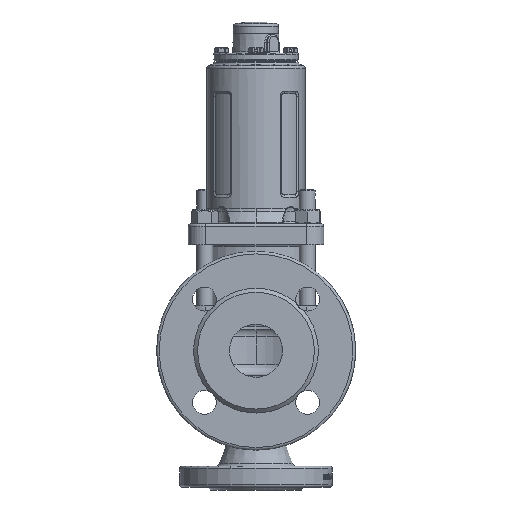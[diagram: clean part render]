
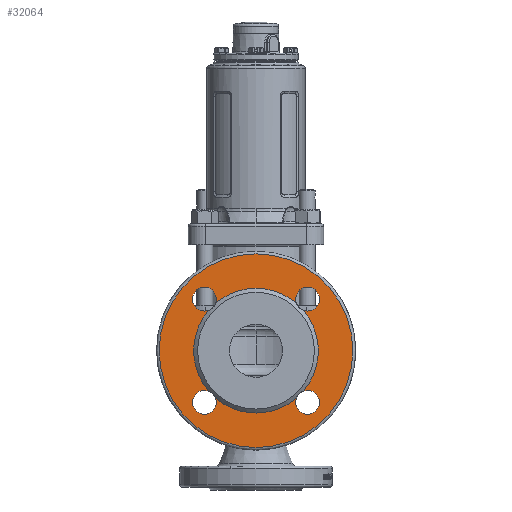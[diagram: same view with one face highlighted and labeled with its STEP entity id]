
A CAD part, left-side view. The second image highlights one B-rep face of the part: STEP entity #32064.
In plain terms, the highlighted planar face has unit normal (-1, 0, 0).
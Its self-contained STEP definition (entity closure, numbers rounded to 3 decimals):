
#22298=CARTESIAN_POINT('',(-97.,38.891,29.891));
#22299=VERTEX_POINT('',#22298);
#22308=CARTESIAN_POINT('',(-97.,35.818,30.432));
#22309=VERTEX_POINT('',#22308);
#22310=CARTESIAN_POINT('',(-97.,38.891,38.891));
#22311=DIRECTION('',(1.,0.,0.));
#22312=DIRECTION('',(0.,-0.,-1.));
#22313=AXIS2_PLACEMENT_3D('',#22310,#22311,#22312);
#22314=CIRCLE('',#22313,9.);
#22315=EDGE_CURVE('NONE',#22309,#22299,#22314,.T.);
#22317=CARTESIAN_POINT('',(-97.,30.432,35.818));
#22318=VERTEX_POINT('',#22317);
#22347=CARTESIAN_POINT('',(-97.,38.891,47.891));
#22348=VERTEX_POINT('',#22347);
#22349=CARTESIAN_POINT('',(-97.,38.891,38.891));
#22350=DIRECTION('',(1.,0.,0.));
#22351=DIRECTION('',(0.,-0.,-1.));
#22352=AXIS2_PLACEMENT_3D('',#22349,#22350,#22351);
#22353=CIRCLE('',#22352,9.);
#22354=EDGE_CURVE('NONE',#22348,#22318,#22353,.T.);
#22356=CARTESIAN_POINT('',(-97.,38.891,38.891));
#22357=DIRECTION('',(1.,0.,0.));
#22358=DIRECTION('',(0.,-0.,-1.));
#22359=AXIS2_PLACEMENT_3D('',#22356,#22357,#22358);
#22360=CIRCLE('',#22359,9.);
#22361=EDGE_CURVE('NONE',#22299,#22348,#22360,.T.);
#22388=CARTESIAN_POINT('',(-97.,38.891,-47.891));
#22389=VERTEX_POINT('',#22388);
#22398=CARTESIAN_POINT('',(-97.,30.432,-35.818));
#22399=VERTEX_POINT('',#22398);
#22400=CARTESIAN_POINT('',(-97.,38.891,-38.891));
#22401=DIRECTION('',(1.,0.,0.));
#22402=DIRECTION('',(0.,-0.,-1.));
#22403=AXIS2_PLACEMENT_3D('',#22400,#22401,#22402);
#22404=CIRCLE('',#22403,9.);
#22405=EDGE_CURVE('NONE',#22399,#22389,#22404,.T.);
#22407=CARTESIAN_POINT('',(-97.,35.818,-30.432));
#22408=VERTEX_POINT('',#22407);
#22437=CARTESIAN_POINT('',(-97.,38.891,-29.891));
#22438=VERTEX_POINT('',#22437);
#22439=CARTESIAN_POINT('',(-97.,38.891,-38.891));
#22440=DIRECTION('',(1.,0.,0.));
#22441=DIRECTION('',(0.,-0.,-1.));
#22442=AXIS2_PLACEMENT_3D('',#22439,#22440,#22441);
#22443=CIRCLE('',#22442,9.);
#22444=EDGE_CURVE('NONE',#22438,#22408,#22443,.T.);
#22446=CARTESIAN_POINT('',(-97.,38.891,-38.891));
#22447=DIRECTION('',(1.,0.,0.));
#22448=DIRECTION('',(0.,-0.,-1.));
#22449=AXIS2_PLACEMENT_3D('',#22446,#22447,#22448);
#22450=CIRCLE('',#22449,9.);
#22451=EDGE_CURVE('NONE',#22389,#22438,#22450,.T.);
#22478=CARTESIAN_POINT('',(-97.,-38.891,-47.891));
#22479=VERTEX_POINT('',#22478);
#22488=CARTESIAN_POINT('',(-97.,-38.891,-29.891));
#22489=VERTEX_POINT('',#22488);
#22490=CARTESIAN_POINT('',(-97.,-38.891,-38.891));
#22491=DIRECTION('',(1.,0.,0.));
#22492=DIRECTION('',(0.,-0.,-1.));
#22493=AXIS2_PLACEMENT_3D('',#22490,#22491,#22492);
#22494=CIRCLE('',#22493,9.);
#22495=EDGE_CURVE('NONE',#22489,#22479,#22494,.T.);
#22497=CARTESIAN_POINT('',(-97.,-35.818,-30.432));
#22498=VERTEX_POINT('',#22497);
#22499=CARTESIAN_POINT('',(-97.,-38.891,-38.891));
#22500=DIRECTION('',(1.,0.,0.));
#22501=DIRECTION('',(0.,-0.,-1.));
#22502=AXIS2_PLACEMENT_3D('',#22499,#22500,#22501);
#22503=CIRCLE('',#22502,9.);
#22504=EDGE_CURVE('NONE',#22498,#22489,#22503,.T.);
#22506=CARTESIAN_POINT('',(-97.,-30.432,-35.818));
#22507=VERTEX_POINT('',#22506);
#22536=CARTESIAN_POINT('',(-97.,-38.891,-38.891));
#22537=DIRECTION('',(1.,0.,0.));
#22538=DIRECTION('',(0.,-0.,-1.));
#22539=AXIS2_PLACEMENT_3D('',#22536,#22537,#22538);
#22540=CIRCLE('',#22539,9.);
#22541=EDGE_CURVE('NONE',#22479,#22507,#22540,.T.);
#22568=CARTESIAN_POINT('',(-97.,-47.891,38.891));
#22569=VERTEX_POINT('',#22568);
#22578=CARTESIAN_POINT('',(-97.,-29.891,38.891));
#22579=VERTEX_POINT('',#22578);
#22580=CARTESIAN_POINT('',(-97.,-38.891,38.891));
#22581=DIRECTION('',(1.,-0.,-0.));
#22582=DIRECTION('',(0.,-1.,0.));
#22583=AXIS2_PLACEMENT_3D('',#22580,#22581,#22582);
#22584=CIRCLE('',#22583,9.);
#22585=EDGE_CURVE('NONE',#22579,#22569,#22584,.T.);
#22587=CARTESIAN_POINT('',(-97.,-30.432,35.818));
#22588=VERTEX_POINT('',#22587);
#22589=CARTESIAN_POINT('',(-97.,-38.891,38.891));
#22590=DIRECTION('',(1.,-0.,-0.));
#22591=DIRECTION('',(0.,-1.,0.));
#22592=AXIS2_PLACEMENT_3D('',#22589,#22590,#22591);
#22593=CIRCLE('',#22592,9.);
#22594=EDGE_CURVE('NONE',#22588,#22579,#22593,.T.);
#22596=CARTESIAN_POINT('',(-97.,-35.818,30.432));
#22597=VERTEX_POINT('',#22596);
#22626=CARTESIAN_POINT('',(-97.,-38.891,38.891));
#22627=DIRECTION('',(1.,-0.,-0.));
#22628=DIRECTION('',(0.,-1.,0.));
#22629=AXIS2_PLACEMENT_3D('',#22626,#22627,#22628);
#22630=CIRCLE('',#22629,9.);
#22631=EDGE_CURVE('NONE',#22569,#22597,#22630,.T.);
#23505=CARTESIAN_POINT('',(-97.,0.,73.));
#23506=VERTEX_POINT('',#23505);
#23514=CARTESIAN_POINT('',(-97.,-0.,-73.));
#23515=VERTEX_POINT('',#23514);
#23516=CARTESIAN_POINT('',(-97.,0.,-0.));
#23517=DIRECTION('',(-1.,-0.,-0.));
#23518=DIRECTION('',(-0.,0.,1.));
#23519=AXIS2_PLACEMENT_3D('',#23516,#23517,#23518);
#23520=CIRCLE('',#23519,73.);
#23521=EDGE_CURVE('NONE',#23515,#23506,#23520,.T.);
#23523=CARTESIAN_POINT('',(-97.,0.,-0.));
#23524=DIRECTION('',(-1.,-0.,-0.));
#23525=DIRECTION('',(-0.,0.,1.));
#23526=AXIS2_PLACEMENT_3D('',#23523,#23524,#23525);
#23527=CIRCLE('',#23526,73.);
#23528=EDGE_CURVE('NONE',#23506,#23515,#23527,.T.);
#24588=CARTESIAN_POINT('',(-97.,0.,47.));
#24589=VERTEX_POINT('',#24588);
#24615=CARTESIAN_POINT('',(-97.,0.,-0.));
#24616=DIRECTION('',(1.,0.,0.));
#24617=DIRECTION('',(-0.,0.,1.));
#24618=AXIS2_PLACEMENT_3D('',#24615,#24616,#24617);
#24619=CIRCLE('',#24618,47.);
#24620=EDGE_CURVE('NONE',#22318,#24589,#24619,.T.);
#24623=CARTESIAN_POINT('',(-97.,0.,-0.));
#24624=DIRECTION('',(1.,0.,0.));
#24625=DIRECTION('',(-0.,0.,1.));
#24626=AXIS2_PLACEMENT_3D('',#24623,#24624,#24625);
#24627=CIRCLE('',#24626,47.);
#24628=EDGE_CURVE('NONE',#22408,#22309,#24627,.T.);
#24631=CARTESIAN_POINT('',(-97.,-0.,-47.));
#24632=VERTEX_POINT('',#24631);
#24633=CARTESIAN_POINT('',(-97.,0.,-0.));
#24634=DIRECTION('',(1.,0.,0.));
#24635=DIRECTION('',(-0.,0.,1.));
#24636=AXIS2_PLACEMENT_3D('',#24633,#24634,#24635);
#24637=CIRCLE('',#24636,47.);
#24638=EDGE_CURVE('NONE',#24632,#22399,#24637,.T.);
#24640=CARTESIAN_POINT('',(-97.,0.,-0.));
#24641=DIRECTION('',(1.,0.,0.));
#24642=DIRECTION('',(-0.,0.,1.));
#24643=AXIS2_PLACEMENT_3D('',#24640,#24641,#24642);
#24644=CIRCLE('',#24643,47.);
#24645=EDGE_CURVE('NONE',#22507,#24632,#24644,.T.);
#24648=CARTESIAN_POINT('',(-97.,0.,-0.));
#24649=DIRECTION('',(1.,0.,0.));
#24650=DIRECTION('',(-0.,0.,1.));
#24651=AXIS2_PLACEMENT_3D('',#24648,#24649,#24650);
#24652=CIRCLE('',#24651,47.);
#24653=EDGE_CURVE('NONE',#22597,#22498,#24652,.T.);
#24656=CARTESIAN_POINT('',(-97.,0.,-0.));
#24657=DIRECTION('',(1.,0.,0.));
#24658=DIRECTION('',(-0.,0.,1.));
#24659=AXIS2_PLACEMENT_3D('',#24656,#24657,#24658);
#24660=CIRCLE('',#24659,47.);
#24661=EDGE_CURVE('NONE',#24589,#22588,#24660,.T.);
#32035=CARTESIAN_POINT('',(-97.,-0.,-0.));
#32036=DIRECTION('',(1.,0.,0.));
#32037=DIRECTION('',(-0.,0.,1.));
#32038=AXIS2_PLACEMENT_3D('',#32035,#32036,#32037);
#32039=PLANE('',#32038);
#32040=ORIENTED_EDGE('',*,*,#23528,.T.);
#32041=ORIENTED_EDGE('',*,*,#23521,.T.);
#32042=EDGE_LOOP('',(#32040,#32041));
#32043=FACE_BOUND('',#32042,.T.);
#32044=ORIENTED_EDGE('',*,*,#24628,.T.);
#32045=ORIENTED_EDGE('',*,*,#22315,.T.);
#32046=ORIENTED_EDGE('',*,*,#22361,.T.);
#32047=ORIENTED_EDGE('',*,*,#22354,.T.);
#32048=ORIENTED_EDGE('',*,*,#24620,.T.);
#32049=ORIENTED_EDGE('',*,*,#24661,.T.);
#32050=ORIENTED_EDGE('',*,*,#22594,.T.);
#32051=ORIENTED_EDGE('',*,*,#22585,.T.);
#32052=ORIENTED_EDGE('',*,*,#22631,.T.);
#32053=ORIENTED_EDGE('',*,*,#24653,.T.);
#32054=ORIENTED_EDGE('',*,*,#22504,.T.);
#32055=ORIENTED_EDGE('',*,*,#22495,.T.);
#32056=ORIENTED_EDGE('',*,*,#22541,.T.);
#32057=ORIENTED_EDGE('',*,*,#24645,.T.);
#32058=ORIENTED_EDGE('',*,*,#24638,.T.);
#32059=ORIENTED_EDGE('',*,*,#22405,.T.);
#32060=ORIENTED_EDGE('',*,*,#22451,.T.);
#32061=ORIENTED_EDGE('',*,*,#22444,.T.);
#32062=EDGE_LOOP('',(#32044,#32045,#32046,#32047,#32048,#32049,#32050,#32051,#32052,#32053,#32054,#32055,#32056,#32057,#32058,#32059,#32060,#32061));
#32063=FACE_BOUND('',#32062,.T.);
#32064=ADVANCED_FACE('NONE',(#32043,#32063),#32039,.F.);
